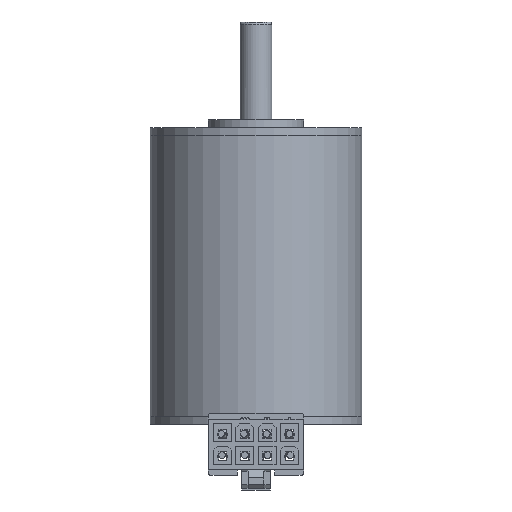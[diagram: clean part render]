
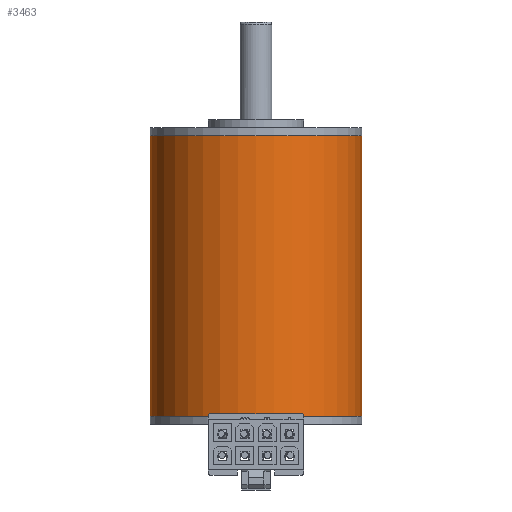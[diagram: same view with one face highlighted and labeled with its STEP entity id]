
A CAD part, front view. The second image highlights one B-rep face of the part: STEP entity #3463.
In plain terms, the highlighted cylindrical face has radius 20 mm (diameter 40 mm), a partial arc.
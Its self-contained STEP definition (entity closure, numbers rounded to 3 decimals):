
#874 = CARTESIAN_POINT ( 'NONE',  ( -20., 0., 54.5 ) ) ;
#1363 = CARTESIAN_POINT ( 'NONE',  ( 20., 0., 1.5 ) ) ;
#2105 = DIRECTION ( 'NONE',  ( -1., 0., 0. ) ) ;
#3463 = ADVANCED_FACE ( 'NONE', ( #16402 ), #21292, .T. ) ;
#3747 = AXIS2_PLACEMENT_3D ( 'NONE', #12370, #12170, #7462 ) ;
#5104 = CARTESIAN_POINT ( 'NONE',  ( -20., 0., 1.5 ) ) ;
#5214 = EDGE_CURVE ( 'NONE', #13046, #7903, #9752, .T. ) ;
#6358 = DIRECTION ( 'NONE',  ( 0., 0., -1. ) ) ;
#6995 = CARTESIAN_POINT ( 'NONE',  ( 0., 0., 1.5 ) ) ;
#7033 = ORIENTED_EDGE ( 'NONE', *, *, #5214, .F. ) ;
#7462 = DIRECTION ( 'NONE',  ( -1., 0., 0. ) ) ;
#7465 = EDGE_CURVE ( 'NONE', #13046, #14633, #13134, .T. ) ;
#7903 = VERTEX_POINT ( 'NONE', #10463 ) ;
#8698 = AXIS2_PLACEMENT_3D ( 'NONE', #16293, #6358, #13012 ) ;
#8956 = VECTOR ( 'NONE', #18408, 1000. ) ;
#9752 = LINE ( 'NONE', #1363, #10186 ) ;
#9994 = CIRCLE ( 'NONE', #12423, 20. ) ;
#10060 = DIRECTION ( 'NONE',  ( 0., 0., -1. ) ) ;
#10186 = VECTOR ( 'NONE', #11368, 1000. ) ;
#10463 = CARTESIAN_POINT ( 'NONE',  ( 20., 0., 1.5 ) ) ;
#10478 = ORIENTED_EDGE ( 'NONE', *, *, #20932, .F. ) ;
#11368 = DIRECTION ( 'NONE',  ( 0., 0., -1. ) ) ;
#11799 = CARTESIAN_POINT ( 'NONE',  ( 20., 0., 54.5 ) ) ;
#12170 = DIRECTION ( 'NONE',  ( 0., 0., -1. ) ) ;
#12370 = CARTESIAN_POINT ( 'NONE',  ( 0., 0., 54.5 ) ) ;
#12423 = AXIS2_PLACEMENT_3D ( 'NONE', #6995, #10060, #2105 ) ;
#13012 = DIRECTION ( 'NONE',  ( -1., 0., 0. ) ) ;
#13046 = VERTEX_POINT ( 'NONE', #11799 ) ;
#13134 = CIRCLE ( 'NONE', #3747, 20. ) ;
#13386 = LINE ( 'NONE', #5104, #8956 ) ;
#14169 = ORIENTED_EDGE ( 'NONE', *, *, #17488, .T. ) ;
#14385 = CARTESIAN_POINT ( 'NONE',  ( -20., 0., 1.5 ) ) ;
#14633 = VERTEX_POINT ( 'NONE', #874 ) ;
#16293 = CARTESIAN_POINT ( 'NONE',  ( 0., 0., 1.5 ) ) ;
#16402 = FACE_OUTER_BOUND ( 'NONE', #18209, .T. ) ;
#17488 = EDGE_CURVE ( 'NONE', #14633, #18188, #13386, .T. ) ;
#18188 = VERTEX_POINT ( 'NONE', #14385 ) ;
#18209 = EDGE_LOOP ( 'NONE', ( #7033, #19373, #14169, #10478 ) ) ;
#18408 = DIRECTION ( 'NONE',  ( 0., 0., -1. ) ) ;
#19373 = ORIENTED_EDGE ( 'NONE', *, *, #7465, .T. ) ;
#20932 = EDGE_CURVE ( 'NONE', #7903, #18188, #9994, .T. ) ;
#21292 = CYLINDRICAL_SURFACE ( 'NONE', #8698, 20. ) ;
